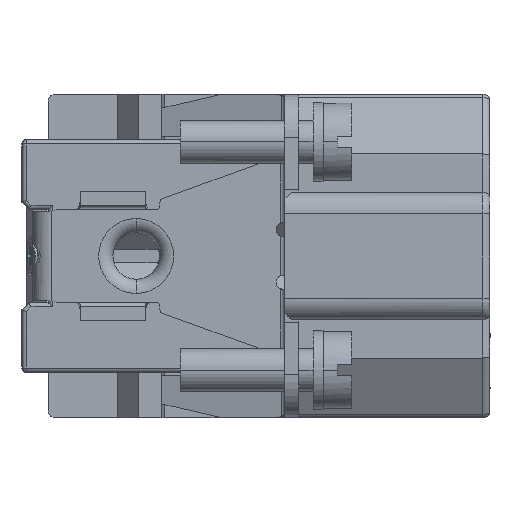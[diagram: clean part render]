
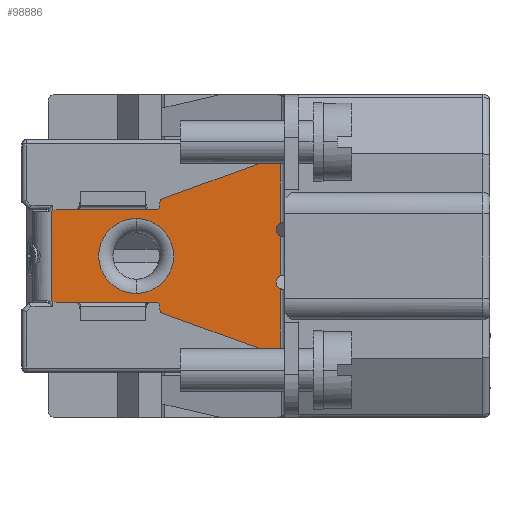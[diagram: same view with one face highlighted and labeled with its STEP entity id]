
A CAD part, left-side view. The second image highlights one B-rep face of the part: STEP entity #98886.
In plain terms, the highlighted planar face has unit normal (-1, 0, 0).
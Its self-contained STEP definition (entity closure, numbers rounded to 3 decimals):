
#24265=DIRECTION('',(0.,0.,1.));
#24266=VECTOR('',#24265,4.719);
#24267=CARTESIAN_POINT('',(-29.2,14.7,-7.018));
#24268=LINE('',#24267,#24266);
#24454=CARTESIAN_POINT('',(-29.2,30.765,-3.143));
#24508=CARTESIAN_POINT('',(-29.2,30.765,3.143));
#24592=DIRECTION('',(0.,0.,-1.));
#24593=VECTOR('',#24592,6.287);
#24594=CARTESIAN_POINT('',(-29.2,30.765,3.143));
#24595=LINE('',#24594,#24593);
#24882=DIRECTION('',(0.,1.,0.));
#24883=VECTOR('',#24882,1.347);
#24884=CARTESIAN_POINT('',(-29.2,29.029,-3.25));
#24885=LINE('',#24884,#24883);
#24886=CARTESIAN_POINT('',(-29.2,31.229,-5.6));
#24887=DIRECTION('',(-1.,0.,0.));
#24888=DIRECTION('',(0.,-0.341,0.94));
#24889=AXIS2_PLACEMENT_3D('',#24886,#24887,#24888);
#24891=CARTESIAN_POINT('',(-29.2,31.229,5.6));
#24892=DIRECTION('',(-1.,0.,0.));
#24893=DIRECTION('',(0.,-0.185,-0.983));
#24894=AXIS2_PLACEMENT_3D('',#24891,#24892,#24893);
#24896=DIRECTION('',(0.,-1.,0.));
#24897=VECTOR('',#24896,1.347);
#24898=CARTESIAN_POINT('',(-29.2,30.376,3.25));
#24899=LINE('',#24898,#24897);
#24900=CARTESIAN_POINT('',(-29.2,29.029,3.55));
#24901=DIRECTION('',(-1.,0.,0.));
#24902=DIRECTION('',(0.,0.,-1.));
#24903=AXIS2_PLACEMENT_3D('',#24900,#24901,#24902);
#24905=DIRECTION('',(0.,-0.002,
-1.));
#24906=VECTOR('',#24905,0.033);
#24907=CARTESIAN_POINT('',(-29.2,28.891,3.283));
#24908=LINE('',#24907,#24906);
#24909=DIRECTION('',(0.,-1.,0.));
#24910=VECTOR('',#24909,0.4);
#24911=CARTESIAN_POINT('',(-29.2,23.829,3.25));
#24912=LINE('',#24911,#24910);
#24913=CARTESIAN_POINT('',(-29.2,23.429,3.55));
#24914=DIRECTION('',(-1.,0.,0.));
#24915=DIRECTION('',(0.,0.,-1.));
#24916=AXIS2_PLACEMENT_3D('',#24913,#24914,#24915);
#24918=DIRECTION('',(0.,0.,1.));
#24919=VECTOR('',#24918,0.19);
#24920=CARTESIAN_POINT('',(-29.2,23.129,3.55));
#24921=LINE('',#24920,#24919);
#24922=CARTESIAN_POINT('',(-29.2,22.829,3.74));
#24923=DIRECTION('',(1.,0.,0.));
#24924=DIRECTION('',(0.,1.,0.));
#24925=AXIS2_PLACEMENT_3D('',#24922,#24923,#24924);
#24927=DIRECTION('',(0.,-0.94,0.342));
#24928=VECTOR('',#24927,8.76);
#24929=CARTESIAN_POINT('',(-29.2,22.931,4.022));
#24930=LINE('',#24929,#24928);
#24931=CARTESIAN_POINT('',(-29.2,14.479,1.85));
#24932=DIRECTION('',(-1.,0.,0.));
#24933=DIRECTION('',(0.,0.442,0.897));
#24934=AXIS2_PLACEMENT_3D('',#24931,#24932,#24933);
#24936=CARTESIAN_POINT('',(-29.2,14.479,-1.85));
#24937=DIRECTION('',(-1.,0.,0.));
#24938=DIRECTION('',(0.,0.347,0.938));
#24939=AXIS2_PLACEMENT_3D('',#24936,#24937,#24938);
#24941=DIRECTION('',(0.,0.94,0.342));
#24942=VECTOR('',#24941,8.76);
#24943=CARTESIAN_POINT('',(-29.2,14.7,-7.018));
#24944=LINE('',#24943,#24942);
#24945=CARTESIAN_POINT('',(-29.2,22.829,-3.74));
#24946=DIRECTION('',(1.,0.,0.));
#24947=DIRECTION('',(0.,0.342,-0.94));
#24948=AXIS2_PLACEMENT_3D('',#24945,#24946,#24947);
#24950=DIRECTION('',(0.,0.,1.));
#24951=VECTOR('',#24950,0.19);
#24952=CARTESIAN_POINT('',(-29.2,23.129,-3.74));
#24953=LINE('',#24952,#24951);
#24954=CARTESIAN_POINT('',(-29.2,23.429,-3.55));
#24955=DIRECTION('',(-1.,0.,0.));
#24956=DIRECTION('',(0.,-1.,0.));
#24957=AXIS2_PLACEMENT_3D('',#24954,#24955,#24956);
#24959=DIRECTION('',(0.,1.,0.));
#24960=VECTOR('',#24959,0.4);
#24961=CARTESIAN_POINT('',(-29.2,23.429,-3.25));
#24962=LINE('',#24961,#24960);
#24963=CARTESIAN_POINT('',(-29.2,24.8,0.));
#24964=DIRECTION('',(-1.,0.,0.));
#24965=DIRECTION('',(0.,0.,1.));
#24966=AXIS2_PLACEMENT_3D('',#24963,#24964,#24965);
#24968=CARTESIAN_POINT('',(-29.2,24.8,0.));
#24969=DIRECTION('',(-1.,0.,0.));
#24970=DIRECTION('',(0.,0.,-1.));
#24971=AXIS2_PLACEMENT_3D('',#24968,#24969,#24970);
#24992=DIRECTION('',(0.,-1.,0.));
#24993=VECTOR('',#24992,5.2);
#24994=CARTESIAN_POINT('',(-29.2,29.029,-3.25));
#24995=LINE('',#24994,#24993);
#25608=DIRECTION('',(0.,0.,1.));
#25609=VECTOR('',#25608,4.719);
#25610=CARTESIAN_POINT('',(-29.2,14.7,2.298));
#25611=LINE('',#25610,#25609);
#25706=DIRECTION('',(0.,0.,1.));
#25707=VECTOR('',#25706,2.762);
#25708=CARTESIAN_POINT('',(-29.2,14.653,-1.381));
#25709=LINE('',#25708,#25707);
#25904=DIRECTION('',(0.,1.,0.));
#25905=VECTOR('',#25904,5.062);
#25906=CARTESIAN_POINT('',(-29.2,23.829,3.25));
#25907=LINE('',#25906,#25905);
#64752=VERTEX_POINT('',#24454);
#64760=VERTEX_POINT('',#24508);
#64894=CARTESIAN_POINT('',(-29.2,29.029,-3.25));
#64895=VERTEX_POINT('',#64894);
#64896=CARTESIAN_POINT('',(-29.2,30.376,-3.25));
#64897=VERTEX_POINT('',#64896);
#64898=CARTESIAN_POINT('',(-29.2,23.829,-3.25));
#64899=VERTEX_POINT('',#64898);
#64900=CARTESIAN_POINT('',(-29.2,30.376,3.25));
#64901=VERTEX_POINT('',#64900);
#64902=CARTESIAN_POINT('',(-29.2,29.029,3.25));
#64903=VERTEX_POINT('',#64902);
#64904=CARTESIAN_POINT('',(-29.2,28.891,3.283));
#64905=VERTEX_POINT('',#64904);
#64906=CARTESIAN_POINT('',(-29.2,28.891,3.25));
#64907=VERTEX_POINT('',#64906);
#64908=CARTESIAN_POINT('',(-29.2,23.829,3.25));
#64909=VERTEX_POINT('',#64908);
#64910=CARTESIAN_POINT('',(-29.2,23.429,3.25));
#64911=VERTEX_POINT('',#64910);
#64912=CARTESIAN_POINT('',(-29.2,23.129,3.55));
#64913=VERTEX_POINT('',#64912);
#64914=CARTESIAN_POINT('',(-29.2,23.129,3.74));
#64915=VERTEX_POINT('',#64914);
#64916=CARTESIAN_POINT('',(-29.2,22.931,4.022));
#64917=VERTEX_POINT('',#64916);
#64918=CARTESIAN_POINT('',(-29.2,14.7,7.018));
#64919=VERTEX_POINT('',#64918);
#64920=CARTESIAN_POINT('',(-29.2,14.7,2.298));
#64921=VERTEX_POINT('',#64920);
#64922=CARTESIAN_POINT('',(-29.2,14.653,1.381));
#64923=VERTEX_POINT('',#64922);
#64924=CARTESIAN_POINT('',(-29.2,14.653,-1.381));
#64925=VERTEX_POINT('',#64924);
#64926=CARTESIAN_POINT('',(-29.2,14.7,-2.298));
#64927=VERTEX_POINT('',#64926);
#64928=CARTESIAN_POINT('',(-29.2,14.7,-7.018));
#64929=VERTEX_POINT('',#64928);
#64930=CARTESIAN_POINT('',(-29.2,22.931,-4.022));
#64931=VERTEX_POINT('',#64930);
#64932=CARTESIAN_POINT('',(-29.2,23.129,-3.74));
#64933=VERTEX_POINT('',#64932);
#64934=CARTESIAN_POINT('',(-29.2,23.129,-3.55));
#64935=VERTEX_POINT('',#64934);
#64936=CARTESIAN_POINT('',(-29.2,23.429,-3.25));
#64937=VERTEX_POINT('',#64936);
#64938=CARTESIAN_POINT('',(-29.2,24.8,2.625));
#64939=CARTESIAN_POINT('',(-29.2,24.8,-2.625));
#64940=VERTEX_POINT('',#64938);
#64941=VERTEX_POINT('',#64939);
#98830=CARTESIAN_POINT('',(-29.2,9.229,0.));
#98831=DIRECTION('',(-1.,0.,0.));
#98832=DIRECTION('',(0.,0.,1.));
#98833=AXIS2_PLACEMENT_3D('',#98830,#98831,#98832);
#98834=PLANE('',#98833);
#98836=ORIENTED_EDGE('',*,*,#98835,.F.);
#98837=ORIENTED_EDGE('',*,*,#98131,.T.);
#98838=ORIENTED_EDGE('',*,*,#98143,.T.);
#98839=ORIENTED_EDGE('',*,*,#98337,.F.);
#98841=ORIENTED_EDGE('',*,*,#98840,.T.);
#98843=ORIENTED_EDGE('',*,*,#98842,.T.);
#98845=ORIENTED_EDGE('',*,*,#98844,.T.);
#98847=ORIENTED_EDGE('',*,*,#98846,.T.);
#98849=ORIENTED_EDGE('',*,*,#98848,.F.);
#98851=ORIENTED_EDGE('',*,*,#98850,.T.);
#98853=ORIENTED_EDGE('',*,*,#98852,.T.);
#98855=ORIENTED_EDGE('',*,*,#98854,.T.);
#98857=ORIENTED_EDGE('',*,*,#98856,.T.);
#98859=ORIENTED_EDGE('',*,*,#98858,.T.);
#98861=ORIENTED_EDGE('',*,*,#98860,.F.);
#98863=ORIENTED_EDGE('',*,*,#98862,.T.);
#98865=ORIENTED_EDGE('',*,*,#98864,.F.);
#98867=ORIENTED_EDGE('',*,*,#98866,.T.);
#98868=ORIENTED_EDGE('',*,*,#97897,.F.);
#98869=ORIENTED_EDGE('',*,*,#97959,.T.);
#98871=ORIENTED_EDGE('',*,*,#98870,.T.);
#98873=ORIENTED_EDGE('',*,*,#98872,.T.);
#98875=ORIENTED_EDGE('',*,*,#98874,.T.);
#98877=ORIENTED_EDGE('',*,*,#98876,.T.);
#98878=EDGE_LOOP('',(#98836,#98837,#98838,#98839,#98841,#98843,#98845,#98847,
#98849,#98851,#98853,#98855,#98857,#98859,#98861,#98863,#98865,#98867,#98868,
#98869,#98871,#98873,#98875,#98877));
#98879=FACE_OUTER_BOUND('',#98878,.F.);
#98881=ORIENTED_EDGE('',*,*,#98880,.T.);
#98883=ORIENTED_EDGE('',*,*,#98882,.T.);
#98884=EDGE_LOOP('',(#98881,#98883));
#98885=FACE_BOUND('',#98884,.F.);
#98886=ADVANCED_FACE('',(#98879,#98885),#98834,.T.);
#24890=CIRCLE('',#24889,2.5);
#24895=CIRCLE('',#24894,2.5);
#24904=CIRCLE('',#24903,0.3);
#24917=CIRCLE('',#24916,0.3);
#24926=CIRCLE('',#24925,0.3);
#24935=CIRCLE('',#24934,0.5);
#24940=CIRCLE('',#24939,0.5);
#24949=CIRCLE('',#24948,0.3);
#24958=CIRCLE('',#24957,0.3);
#24967=CIRCLE('',#24966,2.625);
#24972=CIRCLE('',#24971,2.625);
#97897=EDGE_CURVE('',#64929,#64927,#24268,.T.);
#97959=EDGE_CURVE('',#64929,#64931,#24944,.T.);
#98131=EDGE_CURVE('',#64895,#64897,#24885,.T.);
#98143=EDGE_CURVE('',#64897,#64752,#24890,.T.);
#98337=EDGE_CURVE('',#64760,#64752,#24595,.T.);
#98835=EDGE_CURVE('',#64895,#64899,#24995,.T.);
#98840=EDGE_CURVE('',#64760,#64901,#24895,.T.);
#98842=EDGE_CURVE('',#64901,#64903,#24899,.T.);
#98844=EDGE_CURVE('',#64903,#64905,#24904,.T.);
#98846=EDGE_CURVE('',#64905,#64907,#24908,.T.);
#98848=EDGE_CURVE('',#64909,#64907,#25907,.T.);
#98850=EDGE_CURVE('',#64909,#64911,#24912,.T.);
#98852=EDGE_CURVE('',#64911,#64913,#24917,.T.);
#98854=EDGE_CURVE('',#64913,#64915,#24921,.T.);
#98856=EDGE_CURVE('',#64915,#64917,#24926,.T.);
#98858=EDGE_CURVE('',#64917,#64919,#24930,.T.);
#98860=EDGE_CURVE('',#64921,#64919,#25611,.T.);
#98862=EDGE_CURVE('',#64921,#64923,#24935,.T.);
#98864=EDGE_CURVE('',#64925,#64923,#25709,.T.);
#98866=EDGE_CURVE('',#64925,#64927,#24940,.T.);
#98870=EDGE_CURVE('',#64931,#64933,#24949,.T.);
#98872=EDGE_CURVE('',#64933,#64935,#24953,.T.);
#98874=EDGE_CURVE('',#64935,#64937,#24958,.T.);
#98876=EDGE_CURVE('',#64937,#64899,#24962,.T.);
#98880=EDGE_CURVE('',#64940,#64941,#24967,.T.);
#98882=EDGE_CURVE('',#64941,#64940,#24972,.T.);
